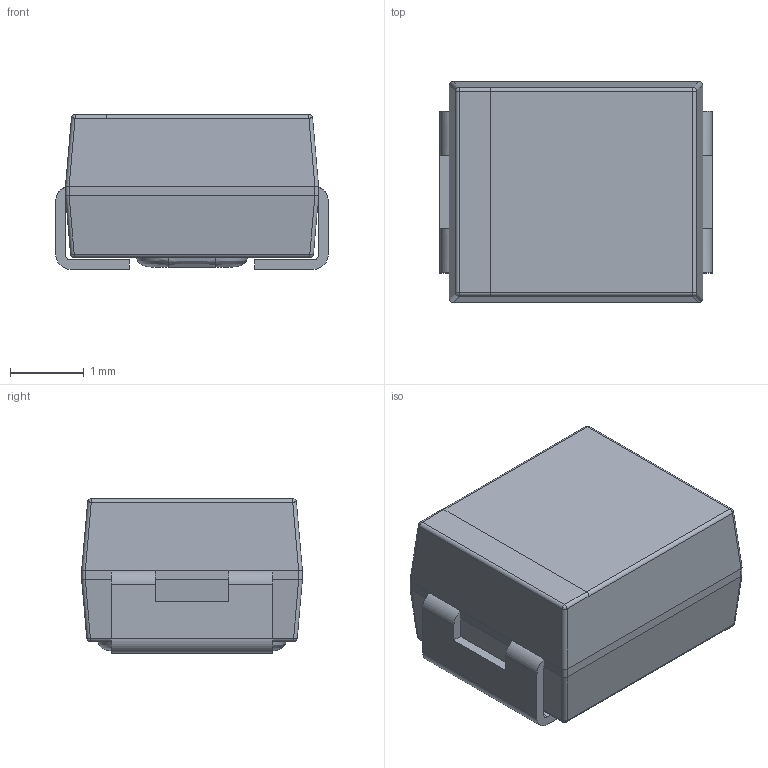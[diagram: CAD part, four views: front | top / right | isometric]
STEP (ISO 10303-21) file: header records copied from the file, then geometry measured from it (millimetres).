
FILE_DESCRIPTION (( 'STEP AP214' ), '1' );
FILE_NAME ('CAPM-TANTB-YL.STEP', '2020-10-30T06:47:23', ( '' ), ( '' ), 'SwSTEP 2.0', 'SolidWorks 2020', '' );
FILE_SCHEMA (( 'AUTOMOTIVE_DESIGN' ));
Length unit declared in the file: millimetre
Products named in the file (1): CAPM-TANTB-YL
Bounding box: 3.7 x 3 x 2.1 mm (x, y, z)
Volume: 20.7 mm3; surface area: 63.5 mm2
Topology: 3 solids, 3 shells, 90 faces, 223 edges, 128 vertices
Faces by surface type: plane 44, cylinder 30, bspline 16
Entity records: 3015 total; most frequent: CARTESIAN_POINT 918, ORIENTED_EDGE 430, DIRECTION 383, EDGE_CURVE 215, LINE 141, VECTOR 141, VERTEX_POINT 128, AXIS2_PLACEMENT_3D 121
